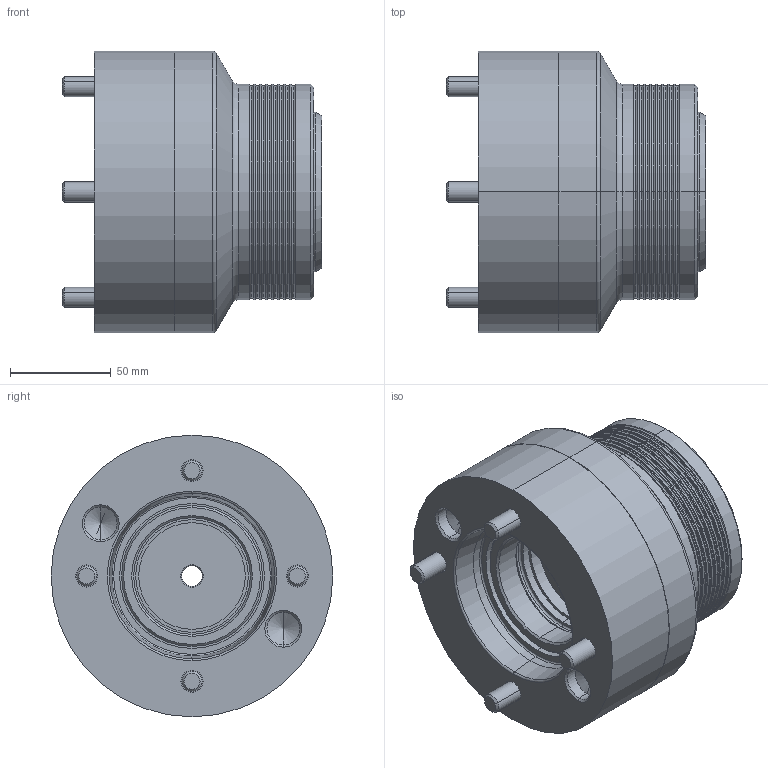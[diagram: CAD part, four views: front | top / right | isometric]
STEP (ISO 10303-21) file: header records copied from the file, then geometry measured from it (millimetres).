
FILE_DESCRIPTION (( 'STEP AP203' ), '1' );
FILE_NAME ('CF-CBE-52A5.STEP', '2018-10-09T06:40:32', ( '' ), ( '' ), 'SwSTEP 2.0', 'SolidWorks 2016', '' );
FILE_SCHEMA (( 'CONFIG_CONTROL_DESIGN' ));
Length unit declared in the file: millimetre
Products named in the file (9): CF-CBE-52A5; CF-CBE-52-03000; CF-CBE-52-02000; CF-CBE-52A5-01000; CF-RG52-D20; CF-CBE-52-01000; 圓頭內六角螺栓_M10x30; 圓頭內六角螺栓_M8x35; 圓頭內六角螺栓_M5x16
Assembly tree (12 placements, depth 2):
  CF-CBE-52A5
    CF-CBE-52-01000
    CF-CBE-52-02000
    CF-CBE-52-03000
    CF-CBE-52A5-01000
    圓頭內六角螺栓_M8x35
    圓頭內六角螺栓_M10x30  x4
    圓頭內六角螺栓_M5x16  x2
    CF-RG52-D20
Bounding box: 128.95 x 140 x 140 mm (x, y, z)
Volume: 1187979.6 mm3; surface area: 240192.9 mm2
Topology: 12 solids, 12 shells, 472 faces, 1062 edges, 629 vertices
Faces by surface type: cylinder 160, plane 151, cone 113, torus 48
Entity records: 11445 total; most frequent: DIRECTION 2060, CARTESIAN_POINT 1732, ORIENTED_EDGE 1648, AXIS2_PLACEMENT_3D 857, EDGE_CURVE 824, VERTEX_POINT 497, CIRCLE 470, EDGE_LOOP 425
